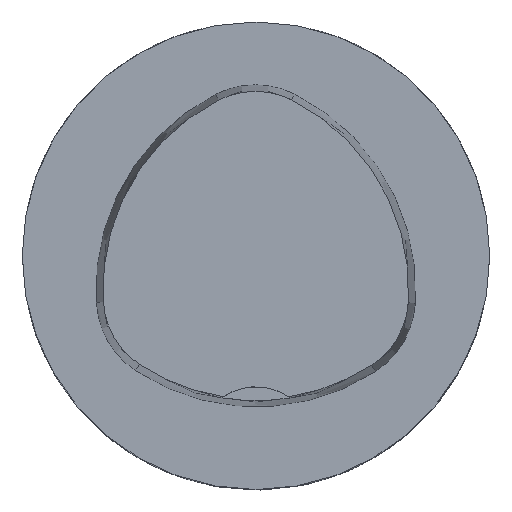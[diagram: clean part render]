
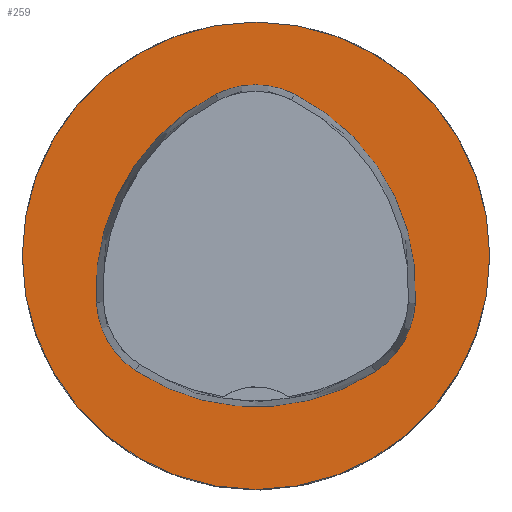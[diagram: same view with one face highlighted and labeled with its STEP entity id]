
A CAD part, top view. The second image highlights one B-rep face of the part: STEP entity #259.
In plain terms, the highlighted planar face has unit normal (0, 0, 1).
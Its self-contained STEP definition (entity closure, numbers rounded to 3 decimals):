
#226=FACE_BOUND('',#373,.T.);
#227=FACE_BOUND('',#374,.T.);
#259=ADVANCED_FACE('',(#226,#227),#281,.T.);
#281=PLANE('',#859);
#373=EDGE_LOOP('',(#486,#487,#488,#489,#490,#491));
#374=EDGE_LOOP('',(#492));
#486=ORIENTED_EDGE('',*,*,#646,.T.);
#487=ORIENTED_EDGE('',*,*,#626,.T.);
#488=ORIENTED_EDGE('',*,*,#630,.T.);
#489=ORIENTED_EDGE('',*,*,#633,.T.);
#490=ORIENTED_EDGE('',*,*,#636,.T.);
#491=ORIENTED_EDGE('',*,*,#644,.T.);
#492=ORIENTED_EDGE('',*,*,#617,.F.);
#561=VERTEX_POINT('',#1204);
#570=VERTEX_POINT('',#1223);
#571=VERTEX_POINT('',#1224);
#574=VERTEX_POINT('',#1232);
#576=VERTEX_POINT('',#1238);
#578=VERTEX_POINT('',#1244);
#585=VERTEX_POINT('',#1265);
#617=EDGE_CURVE('',#561,#561,#680,.T.);
#626=EDGE_CURVE('',#570,#571,#681,.T.);
#630=EDGE_CURVE('',#571,#574,#683,.T.);
#633=EDGE_CURVE('',#574,#576,#685,.T.);
#636=EDGE_CURVE('',#576,#578,#687,.T.);
#644=EDGE_CURVE('',#578,#585,#691,.T.);
#646=EDGE_CURVE('',#585,#570,#693,.T.);
#680=CIRCLE('',#831,16.);
#681=CIRCLE('',#837,15.);
#683=CIRCLE('',#840,6.);
#685=CIRCLE('',#843,15.);
#687=CIRCLE('',#846,6.);
#691=CIRCLE('',#851,15.);
#693=CIRCLE('',#854,6.);
#831=AXIS2_PLACEMENT_3D('',#1203,#993,#994);
#837=AXIS2_PLACEMENT_3D('',#1222,#1009,#1010);
#840=AXIS2_PLACEMENT_3D('',#1231,#1017,#1018);
#843=AXIS2_PLACEMENT_3D('',#1237,#1024,#1025);
#846=AXIS2_PLACEMENT_3D('',#1243,#1031,#1032);
#851=AXIS2_PLACEMENT_3D('',#1266,#1043,#1044);
#854=AXIS2_PLACEMENT_3D('',#1269,#1049,#1050);
#859=AXIS2_PLACEMENT_3D('',#1274,#1059,#1060);
#993=DIRECTION('',(0.,0.,-1.));
#994=DIRECTION('',(-1.,0.,0.));
#1009=DIRECTION('',(0.,0.,-1.));
#1010=DIRECTION('',(-1.,0.,0.));
#1017=DIRECTION('',(0.,0.,-1.));
#1018=DIRECTION('',(-1.,0.,0.));
#1024=DIRECTION('',(0.,0.,-1.));
#1025=DIRECTION('',(-1.,0.,0.));
#1031=DIRECTION('',(0.,0.,-1.));
#1032=DIRECTION('',(-1.,0.,0.));
#1043=DIRECTION('',(0.,0.,-1.));
#1044=DIRECTION('',(-1.,0.,0.));
#1049=DIRECTION('',(0.,0.,-1.));
#1050=DIRECTION('',(-1.,0.,0.));
#1059=DIRECTION('',(0.,0.,1.));
#1060=DIRECTION('',(1.,0.,0.));
#1203=CARTESIAN_POINT('',(0.,0.,0.));
#1204=CARTESIAN_POINT('',(-16.,0.,0.));
#1222=CARTESIAN_POINT('',(4.048,-2.316,0.));
#1223=CARTESIAN_POINT('',(-10.926,-3.206,0.));
#1224=CARTESIAN_POINT('',(-2.774,11.043,0.));
#1231=CARTESIAN_POINT('',(-0.045,5.7,0.));
#1232=CARTESIAN_POINT('',(2.638,11.066,0.));
#1237=CARTESIAN_POINT('',(-4.07,-2.35,0.));
#1238=CARTESIAN_POINT('',(10.903,-3.249,0.));
#1243=CARTESIAN_POINT('',(4.914,-2.889,0.));
#1244=CARTESIAN_POINT('',(8.177,-7.924,0.));
#1265=CARTESIAN_POINT('',(-8.24,-7.859,0.));
#1266=CARTESIAN_POINT('',(0.019,4.663,0.));
#1269=CARTESIAN_POINT('',(-4.936,-2.85,0.));
#1274=CARTESIAN_POINT('',(0.,0.,0.));
